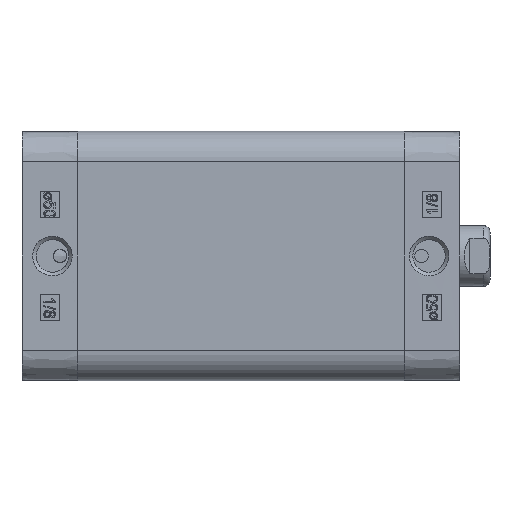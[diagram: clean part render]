
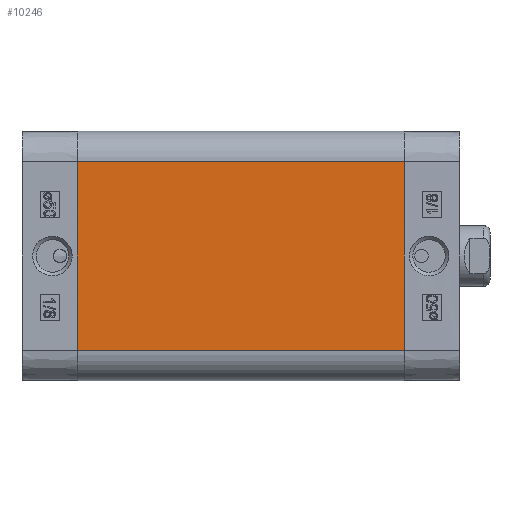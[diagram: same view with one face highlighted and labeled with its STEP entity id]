
A CAD part, left-side view. The second image highlights one B-rep face of the part: STEP entity #10246.
In plain terms, the highlighted planar face has unit normal (-1, 0, 0).
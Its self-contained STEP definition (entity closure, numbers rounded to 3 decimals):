
#5232=CARTESIAN_POINT('',(-32.75,-86.0,24.75));
#5233=VERTEX_POINT('',#5232);
#5240=CARTESIAN_POINT('',(-32.75,-86.0,-24.75));
#5241=VERTEX_POINT('',#5240);
#5242=CARTESIAN_POINT('',(-32.75,-86.0,-24.75));
#5243=DIRECTION('',(0.0,0.0,1.0));
#5244=VECTOR('',#5243,49.5);
#5245=LINE('',#5242,#5244);
#5246=EDGE_CURVE('',#5241,#5233,#5245,.T.);
#10204=CARTESIAN_POINT('',(-32.75,0.0,-24.75));
#10205=VERTEX_POINT('',#10204);
#10206=CARTESIAN_POINT('',(-32.75,0.0,-24.75));
#10207=DIRECTION('',(0.0,-1.0,0.0));
#10208=VECTOR('',#10207,86.0);
#10209=LINE('',#10206,#10208);
#10210=EDGE_CURVE('',#10205,#5241,#10209,.T.);
#10223=CARTESIAN_POINT('',(-32.75,0.0,-24.75));
#10224=DIRECTION('',(-1.0,0.0,0.0));
#10225=DIRECTION('',(0.0,0.0,1.0));
#10226=AXIS2_PLACEMENT_3D('',#10223,#10224,#10225);
#10227=PLANE('',#10226);
#10228=ORIENTED_EDGE('',*,*,#5246,.T.);
#10229=CARTESIAN_POINT('',(-32.75,0.0,24.75));
#10230=VERTEX_POINT('',#10229);
#10231=CARTESIAN_POINT('',(-32.75,0.0,24.75));
#10232=DIRECTION('',(0.0,-1.0,0.0));
#10233=VECTOR('',#10232,86.0);
#10234=LINE('',#10231,#10233);
#10235=EDGE_CURVE('',#10230,#5233,#10234,.T.);
#10236=ORIENTED_EDGE('',*,*,#10235,.F.);
#10237=CARTESIAN_POINT('',(-32.75,0.0,-24.75));
#10238=DIRECTION('',(0.0,0.0,1.0));
#10239=VECTOR('',#10238,49.5);
#10240=LINE('',#10237,#10239);
#10241=EDGE_CURVE('',#10205,#10230,#10240,.T.);
#10242=ORIENTED_EDGE('',*,*,#10241,.F.);
#10243=ORIENTED_EDGE('',*,*,#10210,.T.);
#10244=EDGE_LOOP('',(#10228,#10236,#10242,#10243));
#10245=FACE_OUTER_BOUND('',#10244,.T.);
#10246=ADVANCED_FACE('',(#10245),#10227,.T.);
